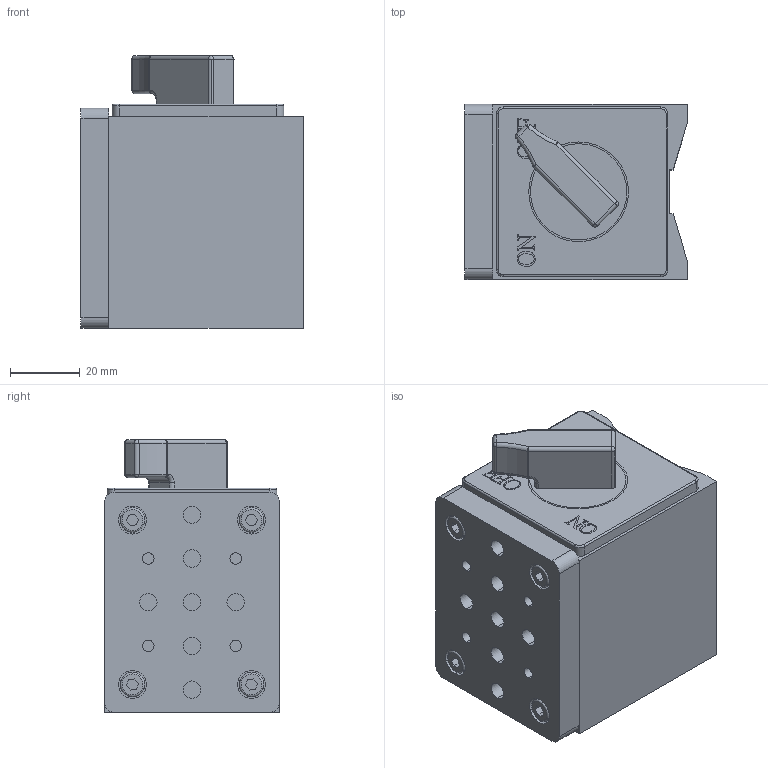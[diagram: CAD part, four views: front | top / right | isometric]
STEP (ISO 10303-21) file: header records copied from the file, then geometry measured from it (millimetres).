
FILE_DESCRIPTION (( 'STEP AP203' ), '1' );
FILE_NAME ('07MBH-2M.STEP', '2016-04-25T03:07:40', ( '' ), ( '' ), 'SwSTEP 2.0', 'SolidWorks 2016', '' );
FILE_SCHEMA (( 'CONFIG_CONTROL_DESIGN' ));
Length unit declared in the file: millimetre
Products named in the file (1): 07MBH-2M
Bounding box: 63.5 x 50 x 78 mm (x, y, z)
Volume: 194776.2 mm3; surface area: 31188.4 mm2
Topology: 6 solids, 6 shells, 348 faces, 877 edges, 557 vertices
Faces by surface type: plane 134, cylinder 98, bspline 70, torus 18, cone 16, sphere 12
Entity records: 12668 total; most frequent: CARTESIAN_POINT 4540, ORIENTED_EDGE 1726, DIRECTION 1523, EDGE_CURVE 863, VERTEX_POINT 554, AXIS2_PLACEMENT_3D 521, LINE 481, VECTOR 481
